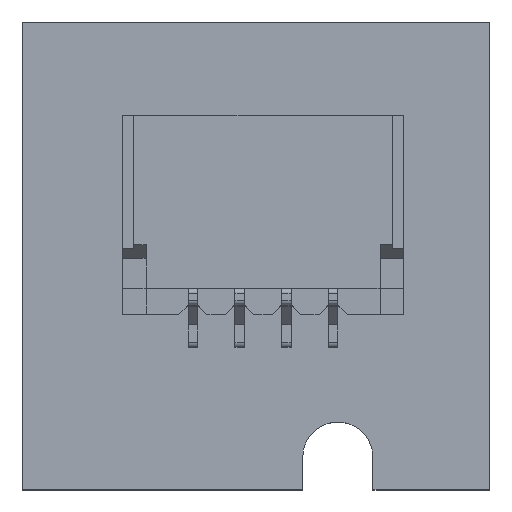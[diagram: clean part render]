
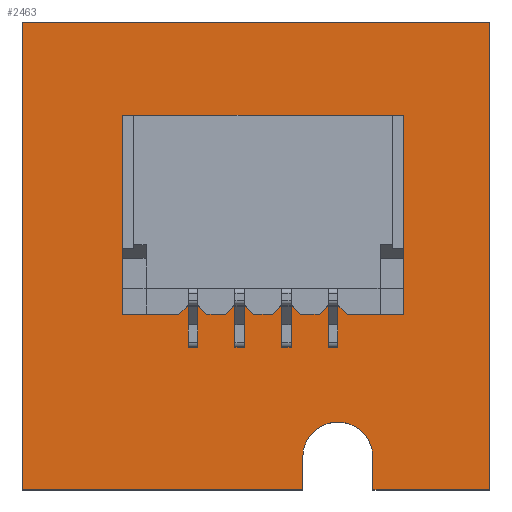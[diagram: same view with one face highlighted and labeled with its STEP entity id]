
A CAD part, top view. The second image highlights one B-rep face of the part: STEP entity #2463.
In plain terms, the highlighted planar face has unit normal (0, 0, 1).
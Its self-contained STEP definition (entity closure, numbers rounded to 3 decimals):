
#382=FACE_OUTER_BOUND($,#1113,.F.);
#1113=EDGE_LOOP($,(#4435,#4436,#4437,#4438,#4439,#4440,#4441,#4442));
#1857=PLANE($,#3445);
#2463=ADVANCED_FACE($,(#382),#1857,.T.);
#3194=CIRCLE($,#3444,0.75);
#3444=AXIS2_PLACEMENT_3D($,#19182,#15475,$);
#3445=AXIS2_PLACEMENT_3D($,#19174,#15475,$);
#4435=ORIENTED_EDGE($,*,*,#8535,.T.);
#4436=ORIENTED_EDGE($,*,*,#8536,.T.);
#4437=ORIENTED_EDGE($,*,*,#8537,.T.);
#4438=ORIENTED_EDGE($,*,*,#8538,.T.);
#4439=ORIENTED_EDGE($,*,*,#8539,.T.);
#4440=ORIENTED_EDGE($,*,*,#8540,.T.);
#4441=ORIENTED_EDGE($,*,*,#8541,.T.);
#4442=ORIENTED_EDGE($,*,*,#8542,.T.);
#8535=EDGE_CURVE($,#14076,#14077,#12331,.T.);
#8536=EDGE_CURVE($,#14077,#14078,#12332,.T.);
#8537=EDGE_CURVE($,#14078,#14079,#3194,.T.);
#8538=EDGE_CURVE($,#14079,#14080,#12333,.T.);
#8539=EDGE_CURVE($,#14080,#14081,#12334,.T.);
#8540=EDGE_CURVE($,#14081,#14082,#12335,.T.);
#8541=EDGE_CURVE($,#14082,#14083,#12336,.T.);
#8542=EDGE_CURVE($,#14083,#14076,#12337,.T.);
#10586=VECTOR($,#15478,2.5);
#10587=VECTOR($,#15479,0.7);
#10588=VECTOR($,#15480,0.7);
#10589=VECTOR($,#15481,6.);
#10590=VECTOR($,#15482,10.);
#10591=VECTOR($,#15483,10.);
#10592=VECTOR($,#15484,10.);
#12331=LINE($,#19173,#10586);
#12332=LINE($,#19174,#10587);
#12333=LINE($,#19176,#10588);
#12334=LINE($,#19177,#10589);
#12335=LINE($,#19178,#10590);
#12336=LINE($,#19179,#10591);
#12337=LINE($,#19180,#10592);
#14076=VERTEX_POINT($,#19173);
#14077=VERTEX_POINT($,#19174);
#14078=VERTEX_POINT($,#19175);
#14079=VERTEX_POINT($,#19176);
#14080=VERTEX_POINT($,#19177);
#14081=VERTEX_POINT($,#19178);
#14082=VERTEX_POINT($,#19179);
#14083=VERTEX_POINT($,#19180);
#15475=DIRECTION($,(0.,0.,1.));
#15478=DIRECTION($,(-1.,0.,0.));
#15479=DIRECTION($,(0.,1.,0.));
#15480=DIRECTION($,(0.,-1.,0.));
#15481=DIRECTION($,(-1.,0.,0.));
#15482=DIRECTION($,(0.,1.,0.));
#15483=DIRECTION($,(1.,0.,0.));
#15484=DIRECTION($,(0.,-1.,0.));
#19173=CARTESIAN_POINT('',(10.,0.,0.));
#19174=CARTESIAN_POINT('',(7.5,0.,0.));
#19175=CARTESIAN_POINT('',(7.5,0.7,0.));
#19176=CARTESIAN_POINT('',(6.,0.7,0.));
#19177=CARTESIAN_POINT('',(6.,0.,0.));
#19178=CARTESIAN_POINT('',(0.,0.,0.));
#19179=CARTESIAN_POINT('',(0.,10.,0.));
#19180=CARTESIAN_POINT('',(10.,10.,0.));
#19182=CARTESIAN_POINT('',(6.75,0.7,0.));
